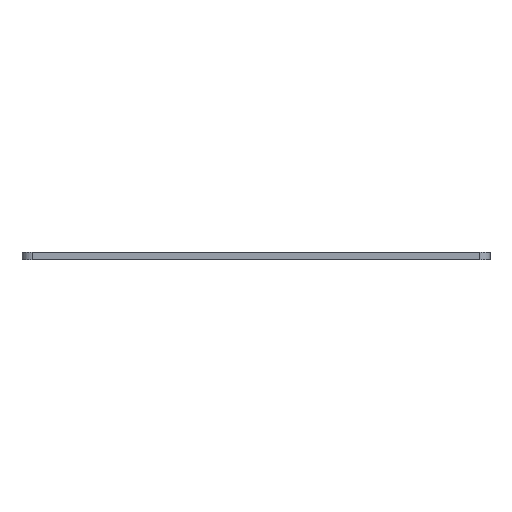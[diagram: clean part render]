
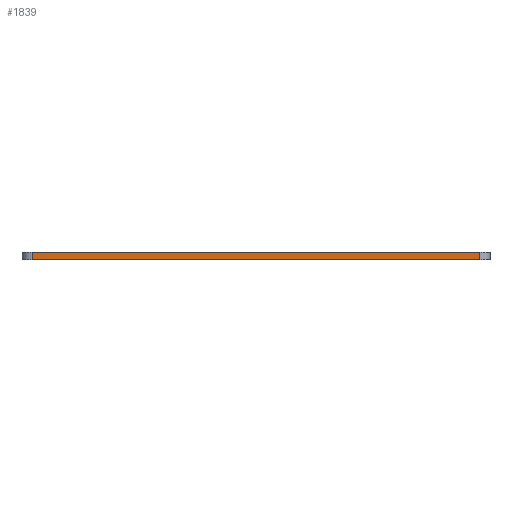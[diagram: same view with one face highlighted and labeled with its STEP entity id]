
A CAD part, left-side view. The second image highlights one B-rep face of the part: STEP entity #1839.
In plain terms, the highlighted planar face has unit normal (-1, 0, 0).
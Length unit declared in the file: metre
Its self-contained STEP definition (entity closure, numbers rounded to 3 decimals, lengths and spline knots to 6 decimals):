
#50=PLANE('',#1993);
#101=FACE_OUTER_BOUND('',#210,.T.);
#210=EDGE_LOOP('',(#1337,#1338,#1339,#1340));
#317=LINE('',#2694,#505);
#319=LINE('',#2700,#507);
#367=LINE('',#2882,#555);
#368=LINE('',#2883,#556);
#505=VECTOR('',#2137,0.01);
#507=VECTOR('',#2143,0.01);
#555=VECTOR('',#2279,0.01);
#556=VECTOR('',#2280,0.01);
#782=VERTEX_POINT('',#2691);
#783=VERTEX_POINT('',#2693);
#785=VERTEX_POINT('',#2699);
#875=VERTEX_POINT('',#2881);
#966=EDGE_CURVE('',#782,#783,#317,.T.);
#969=EDGE_CURVE('',#783,#785,#319,.T.);
#1060=EDGE_CURVE('',#875,#782,#367,.T.);
#1061=EDGE_CURVE('',#785,#875,#368,.T.);
#1337=ORIENTED_EDGE('',*,*,#966,.F.);
#1338=ORIENTED_EDGE('',*,*,#1060,.F.);
#1339=ORIENTED_EDGE('',*,*,#1061,.F.);
#1340=ORIENTED_EDGE('',*,*,#969,.F.);
#1839=ADVANCED_FACE('',(#101),#50,.T.);
#1993=AXIS2_PLACEMENT_3D('',#2880,#2277,#2278);
#2137=DIRECTION('',(0.,0.,-1.));
#2143=DIRECTION('',(0.,1.,0.));
#2277=DIRECTION('center_axis',(-1.,0.,0.));
#2278=DIRECTION('ref_axis',(0.,-1.,0.));
#2279=DIRECTION('',(0.,-1.,0.));
#2280=DIRECTION('',(0.,0.,1.));
#2691=CARTESIAN_POINT('',(-0.008315,-0.063235,0.0015));
#2693=CARTESIAN_POINT('',(-0.008315,-0.063235,0.));
#2694=CARTESIAN_POINT('',(-0.008315,-0.063235,0.));
#2699=CARTESIAN_POINT('',(-0.008315,0.022195,0.));
#2700=CARTESIAN_POINT('',(-0.008315,-0.065235,0.));
#2880=CARTESIAN_POINT('Origin',(-0.008315,0.024195,0.));
#2881=CARTESIAN_POINT('',(-0.008315,0.022195,0.0015));
#2882=CARTESIAN_POINT('',(-0.008315,-0.065235,0.0015));
#2883=CARTESIAN_POINT('',(-0.008315,0.022195,0.));
